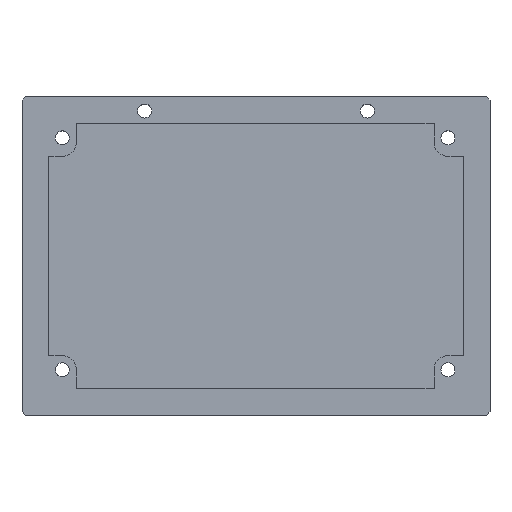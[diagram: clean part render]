
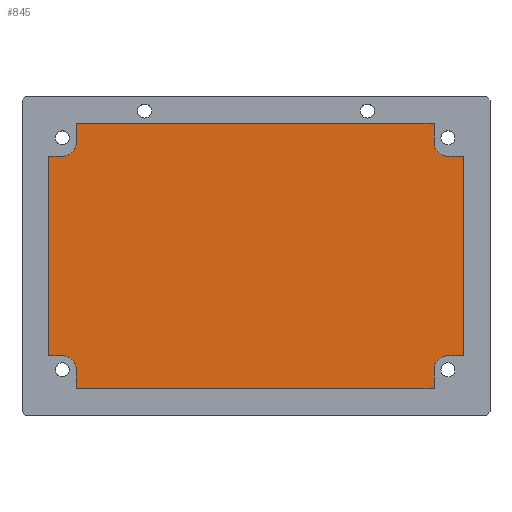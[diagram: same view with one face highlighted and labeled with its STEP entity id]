
A CAD part, top view. The second image highlights one B-rep face of the part: STEP entity #845.
In plain terms, the highlighted planar face has unit normal (0, 0, 1).
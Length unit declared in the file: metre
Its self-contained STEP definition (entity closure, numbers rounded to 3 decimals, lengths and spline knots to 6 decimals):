
#49=LINE('',#1344,#125);
#52=LINE('',#1350,#128);
#55=LINE('',#1358,#131);
#57=LINE('',#1362,#133);
#59=LINE('',#1366,#135);
#62=LINE('',#1374,#138);
#64=LINE('',#1378,#140);
#66=LINE('',#1382,#142);
#69=LINE('',#1390,#145);
#71=LINE('',#1394,#147);
#73=LINE('',#1398,#149);
#75=LINE('',#1404,#151);
#125=VECTOR('',#1077,1.);
#128=VECTOR('',#1082,1.);
#131=VECTOR('',#1091,1.);
#133=VECTOR('',#1095,1.);
#135=VECTOR('',#1099,1.);
#138=VECTOR('',#1108,1.);
#140=VECTOR('',#1112,1.);
#142=VECTOR('',#1116,1.);
#145=VECTOR('',#1125,1.);
#147=VECTOR('',#1129,1.);
#149=VECTOR('',#1133,1.);
#151=VECTOR('',#1141,1.);
#182=PLANE('',#937);
#333=ORIENTED_EDGE('',*,*,#476,.F.);
#334=ORIENTED_EDGE('',*,*,#479,.F.);
#335=ORIENTED_EDGE('',*,*,#481,.T.);
#336=ORIENTED_EDGE('',*,*,#483,.T.);
#337=ORIENTED_EDGE('',*,*,#485,.T.);
#338=ORIENTED_EDGE('',*,*,#487,.F.);
#339=ORIENTED_EDGE('',*,*,#489,.F.);
#340=ORIENTED_EDGE('',*,*,#491,.T.);
#341=ORIENTED_EDGE('',*,*,#493,.T.);
#342=ORIENTED_EDGE('',*,*,#495,.F.);
#343=ORIENTED_EDGE('',*,*,#497,.F.);
#344=ORIENTED_EDGE('',*,*,#499,.T.);
#345=ORIENTED_EDGE('',*,*,#501,.F.);
#346=ORIENTED_EDGE('',*,*,#503,.F.);
#347=ORIENTED_EDGE('',*,*,#505,.T.);
#348=ORIENTED_EDGE('',*,*,#506,.T.);
#476=EDGE_CURVE('',#579,#580,#49,.T.);
#479=EDGE_CURVE('',#581,#579,#52,.T.);
#481=EDGE_CURVE('',#581,#582,#623,.T.);
#483=EDGE_CURVE('',#582,#583,#55,.T.);
#485=EDGE_CURVE('',#583,#584,#57,.T.);
#487=EDGE_CURVE('',#585,#584,#59,.T.);
#489=EDGE_CURVE('',#586,#585,#624,.T.);
#491=EDGE_CURVE('',#586,#587,#62,.T.);
#493=EDGE_CURVE('',#587,#588,#64,.T.);
#495=EDGE_CURVE('',#589,#588,#66,.T.);
#497=EDGE_CURVE('',#590,#589,#625,.T.);
#499=EDGE_CURVE('',#590,#591,#69,.T.);
#501=EDGE_CURVE('',#592,#591,#71,.T.);
#503=EDGE_CURVE('',#593,#592,#73,.T.);
#505=EDGE_CURVE('',#593,#594,#626,.T.);
#506=EDGE_CURVE('',#594,#580,#75,.T.);
#579=VERTEX_POINT('',#1343);
#580=VERTEX_POINT('',#1345);
#581=VERTEX_POINT('',#1349);
#582=VERTEX_POINT('',#1353);
#583=VERTEX_POINT('',#1357);
#584=VERTEX_POINT('',#1361);
#585=VERTEX_POINT('',#1365);
#586=VERTEX_POINT('',#1369);
#587=VERTEX_POINT('',#1373);
#588=VERTEX_POINT('',#1377);
#589=VERTEX_POINT('',#1381);
#590=VERTEX_POINT('',#1385);
#591=VERTEX_POINT('',#1389);
#592=VERTEX_POINT('',#1393);
#593=VERTEX_POINT('',#1397);
#594=VERTEX_POINT('',#1401);
#623=CIRCLE('',#920,0.003175);
#624=CIRCLE('',#925,0.003175);
#625=CIRCLE('',#930,0.003175);
#626=CIRCLE('',#935,0.003175);
#680=EDGE_LOOP('',(#333,#334,#335,#336,#337,#338,#339,#340,#341,#342,#343,
#344,#345,#346,#347,#348));
#764=FACE_BOUND('',#680,.T.);
#845=ADVANCED_FACE('',(#764),#182,.T.);
#920=AXIS2_PLACEMENT_3D('',#1354,#1086,#1087);
#925=AXIS2_PLACEMENT_3D('',#1370,#1103,#1104);
#930=AXIS2_PLACEMENT_3D('',#1386,#1120,#1121);
#935=AXIS2_PLACEMENT_3D('',#1402,#1137,#1138);
#937=AXIS2_PLACEMENT_3D('',#1405,#1142,#1143);
#1077=DIRECTION('',(1.,0.,0.));
#1082=DIRECTION('',(0.,1.,0.));
#1086=DIRECTION('',(0.,0.,-1.));
#1087=DIRECTION('',(1.,0.,0.));
#1091=DIRECTION('',(-1.,0.,0.));
#1095=DIRECTION('',(0.,-1.,0.));
#1099=DIRECTION('',(-1.,0.,0.));
#1103=DIRECTION('',(0.,0.,1.));
#1104=DIRECTION('',(1.,0.,0.));
#1108=DIRECTION('',(0.,-1.,0.));
#1112=DIRECTION('',(1.,0.,0.));
#1116=DIRECTION('',(0.,-1.,0.));
#1120=DIRECTION('',(0.,0.,1.));
#1121=DIRECTION('',(1.,0.,0.));
#1125=DIRECTION('',(1.,0.,0.));
#1129=DIRECTION('',(0.,-1.,0.));
#1133=DIRECTION('',(1.,0.,0.));
#1137=DIRECTION('',(0.,0.,-1.));
#1138=DIRECTION('',(1.,0.,0.));
#1141=DIRECTION('',(0.,1.,0.));
#1142=DIRECTION('',(0.,0.,1.));
#1143=DIRECTION('',(1.,0.,0.));
#1343=CARTESIAN_POINT('',(-0.040956,0.030226,0.003175));
#1344=CARTESIAN_POINT('',(-0.000189,0.030226,0.003175));
#1345=CARTESIAN_POINT('',(0.040578,0.030226,0.003175));
#1349=CARTESIAN_POINT('',(-0.040956,0.025916,0.003175));
#1350=CARTESIAN_POINT('',(-0.040956,0.028071,0.003175));
#1353=CARTESIAN_POINT('',(-0.044131,0.022741,0.003175));
#1354=CARTESIAN_POINT('',(-0.044131,0.025916,0.003175));
#1357=CARTESIAN_POINT('',(-0.047244,0.022741,0.003175));
#1358=CARTESIAN_POINT('',(-0.045687,0.022741,0.003175));
#1361=CARTESIAN_POINT('',(-0.047244,-0.022741,0.003175));
#1362=CARTESIAN_POINT('',(-0.047244,0.,0.003175));
#1365=CARTESIAN_POINT('',(-0.044131,-0.022741,0.003175));
#1366=CARTESIAN_POINT('',(-0.045687,-0.022741,0.003175));
#1369=CARTESIAN_POINT('',(-0.040956,-0.025916,0.003175));
#1370=CARTESIAN_POINT('',(-0.044131,-0.025916,0.003175));
#1373=CARTESIAN_POINT('',(-0.040956,-0.030226,0.003175));
#1374=CARTESIAN_POINT('',(-0.040956,-0.028071,0.003175));
#1377=CARTESIAN_POINT('',(0.040578,-0.030226,0.003175));
#1378=CARTESIAN_POINT('',(-0.000189,-0.030226,0.003175));
#1381=CARTESIAN_POINT('',(0.040578,-0.025916,0.003175));
#1382=CARTESIAN_POINT('',(0.040578,-0.028071,0.003175));
#1385=CARTESIAN_POINT('',(0.043753,-0.022741,0.003175));
#1386=CARTESIAN_POINT('',(0.043753,-0.025916,0.003175));
#1389=CARTESIAN_POINT('',(0.047244,-0.022741,0.003175));
#1390=CARTESIAN_POINT('',(0.045499,-0.022741,0.003175));
#1393=CARTESIAN_POINT('',(0.047244,0.022741,0.003175));
#1394=CARTESIAN_POINT('',(0.047244,0.,0.003175));
#1397=CARTESIAN_POINT('',(0.043753,0.022741,0.003175));
#1398=CARTESIAN_POINT('',(0.045499,0.022741,0.003175));
#1401=CARTESIAN_POINT('',(0.040578,0.025916,0.003175));
#1402=CARTESIAN_POINT('',(0.043753,0.025916,0.003175));
#1404=CARTESIAN_POINT('',(0.040578,0.028071,0.003175));
#1405=CARTESIAN_POINT('',(0.,0.,0.003175));
